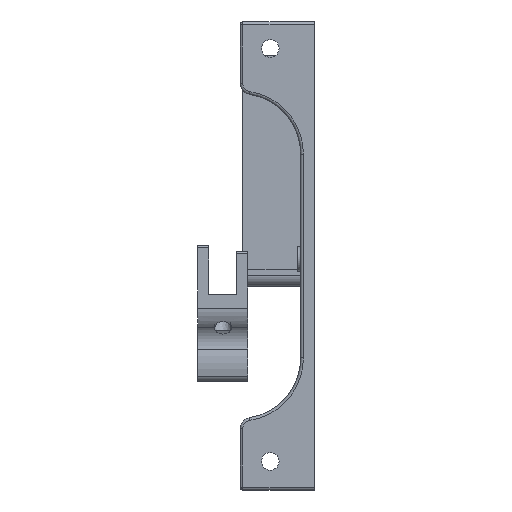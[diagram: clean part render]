
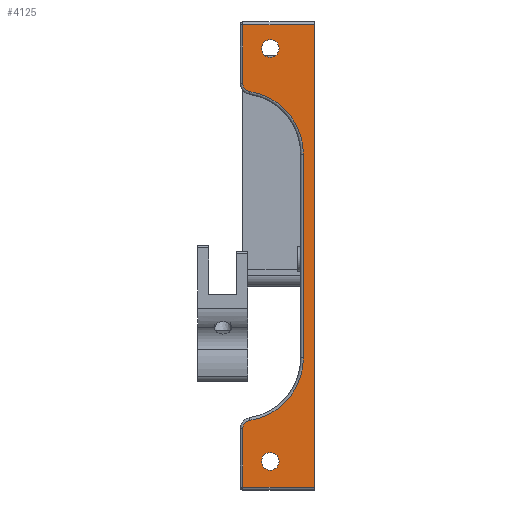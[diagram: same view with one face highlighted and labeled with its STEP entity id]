
A CAD part, left-side view. The second image highlights one B-rep face of the part: STEP entity #4125.
In plain terms, the highlighted planar face has unit normal (-1, 0, 0).
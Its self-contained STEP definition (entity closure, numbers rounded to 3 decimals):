
#246=FACE_BOUND('',#817,.T.);
#247=FACE_BOUND('',#818,.T.);
#298=CIRCLE('',#4372,1.6);
#300=CIRCLE('',#4382,1.6);
#307=CIRCLE('',#4392,1.5);
#310=CIRCLE('',#4396,11.5);
#314=CIRCLE('',#4402,11.5);
#317=CIRCLE('',#4406,1.5);
#566=FACE_OUTER_BOUND('',#816,.T.);
#816=EDGE_LOOP('',(#2865,#2866,#2867,#2868,#2869,#2870,#2871,#2872,#2873,
#2874));
#817=EDGE_LOOP('',(#2875));
#818=EDGE_LOOP('',(#2876));
#1128=LINE('',#6249,#1450);
#1131=LINE('',#6270,#1453);
#1133=LINE('',#6287,#1455);
#1136=LINE('',#6302,#1458);
#1137=LINE('',#6304,#1459);
#1138=LINE('',#6305,#1460);
#1450=VECTOR('',#4942,10.);
#1453=VECTOR('',#4967,10.);
#1455=VECTOR('',#4989,10.);
#1458=VECTOR('',#5008,10.);
#1459=VECTOR('',#5009,10.);
#1460=VECTOR('',#5010,10.);
#1745=VERTEX_POINT('',#6189);
#1759=VERTEX_POINT('',#6232);
#1765=VERTEX_POINT('',#6246);
#1766=VERTEX_POINT('',#6248);
#1768=VERTEX_POINT('',#6254);
#1770=VERTEX_POINT('',#6260);
#1772=VERTEX_POINT('',#6266);
#1774=VERTEX_POINT('',#6272);
#1776=VERTEX_POINT('',#6278);
#1778=VERTEX_POINT('',#6284);
#1782=VERTEX_POINT('',#6301);
#1783=VERTEX_POINT('',#6303);
#2145=EDGE_CURVE('',#1745,#1745,#298,.T.);
#2166=EDGE_CURVE('',#1759,#1759,#300,.T.);
#2172=EDGE_CURVE('',#1765,#1766,#1128,.T.);
#2177=EDGE_CURVE('',#1766,#1768,#307,.T.);
#2180=EDGE_CURVE('',#1768,#1770,#310,.T.);
#2183=EDGE_CURVE('',#1770,#1772,#1131,.T.);
#2186=EDGE_CURVE('',#1772,#1774,#314,.T.);
#2189=EDGE_CURVE('',#1774,#1776,#317,.T.);
#2192=EDGE_CURVE('',#1776,#1778,#1133,.T.);
#2199=EDGE_CURVE('',#1782,#1765,#1136,.T.);
#2200=EDGE_CURVE('',#1782,#1783,#1137,.T.);
#2201=EDGE_CURVE('',#1778,#1783,#1138,.T.);
#2865=ORIENTED_EDGE('',*,*,#2192,.F.);
#2866=ORIENTED_EDGE('',*,*,#2189,.F.);
#2867=ORIENTED_EDGE('',*,*,#2186,.F.);
#2868=ORIENTED_EDGE('',*,*,#2183,.F.);
#2869=ORIENTED_EDGE('',*,*,#2180,.F.);
#2870=ORIENTED_EDGE('',*,*,#2177,.F.);
#2871=ORIENTED_EDGE('',*,*,#2172,.F.);
#2872=ORIENTED_EDGE('',*,*,#2199,.F.);
#2873=ORIENTED_EDGE('',*,*,#2200,.T.);
#2874=ORIENTED_EDGE('',*,*,#2201,.F.);
#2875=ORIENTED_EDGE('',*,*,#2145,.T.);
#2876=ORIENTED_EDGE('',*,*,#2166,.T.);
#4023=PLANE('',#4416);
#4125=ADVANCED_FACE('',(#566,#246,#247),#4023,.T.);
#4372=AXIS2_PLACEMENT_3D('',#6191,#4889,#4890);
#4382=AXIS2_PLACEMENT_3D('',#6234,#4928,#4929);
#4392=AXIS2_PLACEMENT_3D('',#6258,#4952,#4953);
#4396=AXIS2_PLACEMENT_3D('',#6264,#4960,#4961);
#4402=AXIS2_PLACEMENT_3D('',#6276,#4974,#4975);
#4406=AXIS2_PLACEMENT_3D('',#6282,#4982,#4983);
#4416=AXIS2_PLACEMENT_3D('',#6300,#5006,#5007);
#4889=DIRECTION('center_axis',(1.,0.,0.));
#4890=DIRECTION('ref_axis',(0.,0.,-1.));
#4928=DIRECTION('center_axis',(1.,0.,0.));
#4929=DIRECTION('ref_axis',(0.,0.,-1.));
#4942=DIRECTION('',(0.,0.,1.));
#4952=DIRECTION('center_axis',(1.,0.,0.));
#4953=DIRECTION('ref_axis',(0.,0.76,0.65));
#4960=DIRECTION('center_axis',(-1.,0.,0.));
#4961=DIRECTION('ref_axis',(0.,-0.76,-0.65));
#4967=DIRECTION('',(0.,0.,1.));
#4974=DIRECTION('center_axis',(-1.,0.,0.));
#4975=DIRECTION('ref_axis',(0.,-0.76,0.65));
#4982=DIRECTION('center_axis',(1.,0.,0.));
#4983=DIRECTION('ref_axis',(0.,0.76,-0.65));
#4989=DIRECTION('',(0.,0.,1.));
#5006=DIRECTION('center_axis',(-1.,0.,0.));
#5007=DIRECTION('ref_axis',(0.,0.,1.));
#5008=DIRECTION('',(0.,1.,0.));
#5009=DIRECTION('',(0.,0.,1.));
#5010=DIRECTION('',(0.,-1.,0.));
#6189=CARTESIAN_POINT('',(0.,8.,-71.2));
#6191=CARTESIAN_POINT('Origin',(0.,8.,-72.8));
#6232=CARTESIAN_POINT('',(0.,8.,3.8));
#6234=CARTESIAN_POINT('Origin',(0.,8.,2.2));
#6246=CARTESIAN_POINT('',(0.,13.,-77.5));
#6248=CARTESIAN_POINT('',(0.,13.,-66.845));
#6249=CARTESIAN_POINT('',(0.,13.,-74.75));
#6254=CARTESIAN_POINT('',(0.,11.731,-65.363));
#6258=CARTESIAN_POINT('Origin',(0.,11.5,-66.845));
#6260=CARTESIAN_POINT('',(0.,2.,-54.));
#6264=CARTESIAN_POINT('Origin',(0.,13.5,-54.));
#6266=CARTESIAN_POINT('',(0.,2.,-17.));
#6270=CARTESIAN_POINT('',(0.,2.,-56.75));
#6272=CARTESIAN_POINT('',(0.,11.731,-5.637));
#6276=CARTESIAN_POINT('Origin',(0.,13.5,-17.));
#6278=CARTESIAN_POINT('',(0.,13.,-4.155));
#6282=CARTESIAN_POINT('Origin',(0.,11.5,-4.155));
#6284=CARTESIAN_POINT('',(0.,13.,6.5));
#6287=CARTESIAN_POINT('',(0.,13.,-56.75));
#6300=CARTESIAN_POINT('Origin',(0.,0.,-78.));
#6301=CARTESIAN_POINT('',(0.,0.,-77.5));
#6302=CARTESIAN_POINT('',(0.,0.,-77.5));
#6303=CARTESIAN_POINT('',(0.,0.,6.5));
#6304=CARTESIAN_POINT('',(0.,0.,-78.));
#6305=CARTESIAN_POINT('',(0.,0.,6.5));
